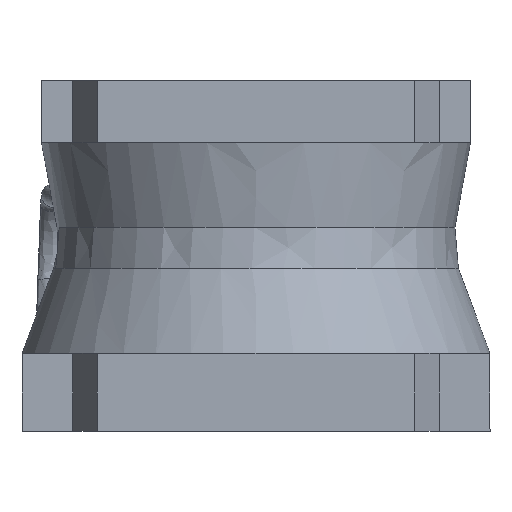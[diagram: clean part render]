
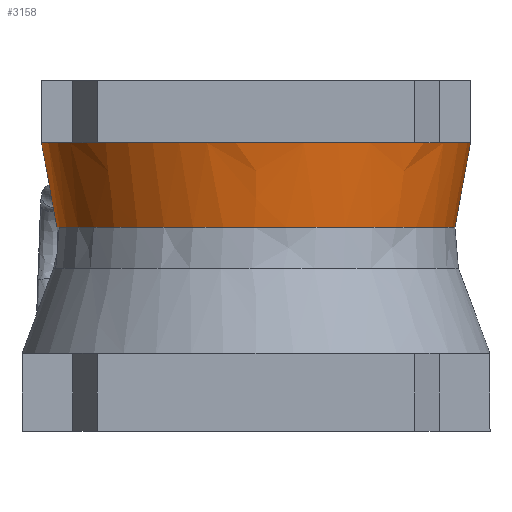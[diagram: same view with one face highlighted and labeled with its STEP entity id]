
A CAD part, front view. The second image highlights one B-rep face of the part: STEP entity #3158.
In plain terms, the highlighted free-form (B-spline) face has degree [3, 3] with [18, 4] control points.
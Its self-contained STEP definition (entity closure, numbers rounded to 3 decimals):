
#56=B_SPLINE_SURFACE_WITH_KNOTS('',3,3,((#5919,#5920,#5921,#5922),(#5923,
#5924,#5925,#5926),(#5927,#5928,#5929,#5930),(#5931,#5932,#5933,#5934),
(#5935,#5936,#5937,#5938),(#5939,#5940,#5941,#5942),(#5943,#5944,#5945,
#5946),(#5947,#5948,#5949,#5950),(#5951,#5952,#5953,#5954),(#5955,#5956,
#5957,#5958),(#5959,#5960,#5961,#5962),(#5963,#5964,#5965,#5966),(#5967,
#5968,#5969,#5970),(#5971,#5972,#5973,#5974),(#5975,#5976,#5977,#5978),
(#5979,#5980,#5981,#5982),(#5983,#5984,#5985,#5986),(#5987,#5988,#5989,
#5990)),.RULED_SURF.,.T.,.F.,.F.,(2,2,2,2,2,2,2,2,2,2,2),(4,4),(-0.125,
0.,0.125,0.25,0.375,0.5,0.625,0.75,0.875,1.,1.125),(0.201,1.),
 .UNSPECIFIED.);
#1068=ORIENTED_EDGE('',*,*,#1428,.T.);
#1069=ORIENTED_EDGE('',*,*,#1172,.F.);
#1070=ORIENTED_EDGE('',*,*,#1279,.F.);
#1071=ORIENTED_EDGE('',*,*,#1436,.T.);
#1172=EDGE_CURVE('',#1484,#1485,#1694,.F.);
#1279=EDGE_CURVE('',#1485,#1484,#1708,.F.);
#1428=EDGE_CURVE('',#1658,#1658,#1742,.T.);
#1436=EDGE_CURVE('',#1665,#1665,#1750,.F.);
#1484=VERTEX_POINT('',#3757);
#1485=VERTEX_POINT('',#3758);
#1658=VERTEX_POINT('',#5260);
#1665=VERTEX_POINT('',#5752);
#1694=B_SPLINE_CURVE_WITH_KNOTS('',3,(#3750,#3751,#3752,#3753,#3754,#3755,
#3756),.UNSPECIFIED.,.F.,.F.,(4,1,1,1,4),(0.,0.25,0.5,0.75,1.),
 .UNSPECIFIED.);
#1708=B_SPLINE_CURVE_WITH_KNOTS('',3,(#4258,#4259,#4260,#4261,#4262,#4263,
#4264),.UNSPECIFIED.,.F.,.F.,(4,1,1,1,4),(0.,0.25,0.5,0.75,1.),
 .UNSPECIFIED.);
#1742=B_SPLINE_CURVE_WITH_KNOTS('',3,(#5249,#5250,#5251,#5252,#5253,#5254,
#5255,#5256,#5257,#5258,#5259),.UNSPECIFIED.,.T.,.F.,(1,1,1,1,1,1,1,1,1,
1,1,1,1,1,1),(0.,0.,0.,
0.,0.,0.,0.,
0.001,0.001,0.001,0.001,
0.001,0.001,0.002,0.002),
 .UNSPECIFIED.);
#1750=B_SPLINE_CURVE_WITH_KNOTS('',3,(#5741,#5742,#5743,#5744,#5745,#5746,
#5747,#5748,#5749,#5750,#5751),.UNSPECIFIED.,.T.,.F.,(1,1,1,1,1,1,1,1,1,
1,1,1,1,1,1),(-0.375,-0.25,-0.125,0.,0.125,0.25,0.375,0.5,0.625,0.75,0.875,
1.,1.125,1.25,1.375),.UNSPECIFIED.);
#1885=EDGE_LOOP('',(#1068));
#1886=EDGE_LOOP('',(#1069,#1070));
#1887=EDGE_LOOP('',(#1071));
#2037=FACE_BOUND('',#1885,.T.);
#2038=FACE_BOUND('',#1886,.T.);
#2039=FACE_BOUND('',#1887,.T.);
#3158=ADVANCED_FACE('',(#2037,#2038,#2039),#56,.T.);
#3750=CARTESIAN_POINT('',(0.,-2.75,1.35));
#3751=CARTESIAN_POINT('',(-0.72,-2.75,1.35));
#3752=CARTESIAN_POINT('',(-2.154,-2.155,1.35));
#3753=CARTESIAN_POINT('',(-3.048,0.,1.35));
#3754=CARTESIAN_POINT('',(-2.154,2.155,1.35));
#3755=CARTESIAN_POINT('',(-0.72,2.75,1.35));
#3756=CARTESIAN_POINT('',(0.,2.75,1.35));
#3757=CARTESIAN_POINT('',(0.,2.75,1.35));
#3758=CARTESIAN_POINT('',(0.,-2.75,1.35));
#4258=CARTESIAN_POINT('',(0.,2.75,1.35));
#4259=CARTESIAN_POINT('',(0.72,2.75,1.35));
#4260=CARTESIAN_POINT('',(2.154,2.155,1.35));
#4261=CARTESIAN_POINT('',(3.048,0.,1.35));
#4262=CARTESIAN_POINT('',(2.154,-2.155,1.35));
#4263=CARTESIAN_POINT('',(0.72,-2.75,1.35));
#4264=CARTESIAN_POINT('',(0.,-2.75,1.35));
#5249=CARTESIAN_POINT('',(0.836,2.464,0.556));
#5250=CARTESIAN_POINT('',(1.001,2.423,0.669));
#5251=CARTESIAN_POINT('',(0.896,2.494,0.818));
#5252=CARTESIAN_POINT('',(0.738,2.548,0.831));
#5253=CARTESIAN_POINT('',(0.587,2.584,0.809));
#5254=CARTESIAN_POINT('',(0.433,2.591,0.69));
#5255=CARTESIAN_POINT('',(0.524,2.544,0.525));
#5256=CARTESIAN_POINT('',(0.695,2.501,0.519));
#5257=CARTESIAN_POINT('',(0.836,2.464,0.556));
#5258=CARTESIAN_POINT('',(1.001,2.423,0.669));
#5259=CARTESIAN_POINT('',(0.896,2.494,0.818));
#5260=CARTESIAN_POINT('',(0.956,2.442,0.675));
#5741=CARTESIAN_POINT('',(2.,1.997,0.271));
#5742=CARTESIAN_POINT('',(2.825,0.,0.271));
#5743=CARTESIAN_POINT('',(2.001,-1.997,0.271));
#5744=CARTESIAN_POINT('',(-0.001,-2.826,0.271));
#5745=CARTESIAN_POINT('',(-1.996,-2.,0.271));
#5746=CARTESIAN_POINT('',(-2.827,0.,0.271));
#5747=CARTESIAN_POINT('',(-1.996,2.,0.271));
#5748=CARTESIAN_POINT('',(-0.001,2.826,0.271));
#5749=CARTESIAN_POINT('',(2.,1.997,0.271));
#5750=CARTESIAN_POINT('',(2.825,0.,0.271));
#5751=CARTESIAN_POINT('',(2.001,-1.997,0.271));
#5752=CARTESIAN_POINT('',(2.55,0.,0.271));
#5919=CARTESIAN_POINT('',(2.55,-0.668,0.271));
#5920=CARTESIAN_POINT('',(2.617,-0.685,0.631));
#5921=CARTESIAN_POINT('',(2.683,-0.703,0.99));
#5922=CARTESIAN_POINT('',(2.75,-0.72,1.35));
#5923=CARTESIAN_POINT('',(2.55,0.668,0.271));
#5924=CARTESIAN_POINT('',(2.617,0.685,0.631));
#5925=CARTESIAN_POINT('',(2.683,0.703,0.99));
#5926=CARTESIAN_POINT('',(2.75,0.72,1.35));
#5927=CARTESIAN_POINT('',(2.275,1.331,0.271));
#5928=CARTESIAN_POINT('',(2.335,1.366,0.631));
#5929=CARTESIAN_POINT('',(2.394,1.401,0.99));
#5930=CARTESIAN_POINT('',(2.454,1.435,1.35));
#5931=CARTESIAN_POINT('',(1.331,2.275,0.271));
#5932=CARTESIAN_POINT('',(1.366,2.335,0.631));
#5933=CARTESIAN_POINT('',(1.401,2.394,0.99));
#5934=CARTESIAN_POINT('',(1.435,2.454,1.35));
#5935=CARTESIAN_POINT('',(0.668,2.55,0.271));
#5936=CARTESIAN_POINT('',(0.685,2.617,0.631));
#5937=CARTESIAN_POINT('',(0.703,2.683,0.99));
#5938=CARTESIAN_POINT('',(0.72,2.75,1.35));
#5939=CARTESIAN_POINT('',(-0.668,2.55,0.271));
#5940=CARTESIAN_POINT('',(-0.685,2.617,0.631));
#5941=CARTESIAN_POINT('',(-0.703,2.683,0.99));
#5942=CARTESIAN_POINT('',(-0.72,2.75,1.35));
#5943=CARTESIAN_POINT('',(-1.331,2.275,0.271));
#5944=CARTESIAN_POINT('',(-1.366,2.335,0.631));
#5945=CARTESIAN_POINT('',(-1.401,2.394,0.99));
#5946=CARTESIAN_POINT('',(-1.435,2.454,1.35));
#5947=CARTESIAN_POINT('',(-2.275,1.331,0.271));
#5948=CARTESIAN_POINT('',(-2.335,1.366,0.631));
#5949=CARTESIAN_POINT('',(-2.394,1.401,0.99));
#5950=CARTESIAN_POINT('',(-2.454,1.435,1.35));
#5951=CARTESIAN_POINT('',(-2.55,0.668,0.271));
#5952=CARTESIAN_POINT('',(-2.617,0.685,0.631));
#5953=CARTESIAN_POINT('',(-2.683,0.703,0.99));
#5954=CARTESIAN_POINT('',(-2.75,0.72,1.35));
#5955=CARTESIAN_POINT('',(-2.55,-0.668,0.271));
#5956=CARTESIAN_POINT('',(-2.617,-0.685,0.631));
#5957=CARTESIAN_POINT('',(-2.683,-0.703,0.99));
#5958=CARTESIAN_POINT('',(-2.75,-0.72,1.35));
#5959=CARTESIAN_POINT('',(-2.275,-1.331,0.271));
#5960=CARTESIAN_POINT('',(-2.335,-1.366,0.631));
#5961=CARTESIAN_POINT('',(-2.394,-1.401,0.99));
#5962=CARTESIAN_POINT('',(-2.454,-1.435,1.35));
#5963=CARTESIAN_POINT('',(-1.331,-2.275,0.271));
#5964=CARTESIAN_POINT('',(-1.366,-2.335,0.631));
#5965=CARTESIAN_POINT('',(-1.401,-2.394,0.99));
#5966=CARTESIAN_POINT('',(-1.435,-2.454,1.35));
#5967=CARTESIAN_POINT('',(-0.668,-2.55,0.271));
#5968=CARTESIAN_POINT('',(-0.685,-2.617,0.631));
#5969=CARTESIAN_POINT('',(-0.703,-2.683,0.99));
#5970=CARTESIAN_POINT('',(-0.72,-2.75,1.35));
#5971=CARTESIAN_POINT('',(0.668,-2.55,0.271));
#5972=CARTESIAN_POINT('',(0.685,-2.617,0.631));
#5973=CARTESIAN_POINT('',(0.703,-2.683,0.99));
#5974=CARTESIAN_POINT('',(0.72,-2.75,1.35));
#5975=CARTESIAN_POINT('',(1.331,-2.275,0.271));
#5976=CARTESIAN_POINT('',(1.366,-2.335,0.631));
#5977=CARTESIAN_POINT('',(1.401,-2.394,0.99));
#5978=CARTESIAN_POINT('',(1.435,-2.454,1.35));
#5979=CARTESIAN_POINT('',(2.275,-1.331,0.271));
#5980=CARTESIAN_POINT('',(2.335,-1.366,0.631));
#5981=CARTESIAN_POINT('',(2.394,-1.401,0.99));
#5982=CARTESIAN_POINT('',(2.454,-1.435,1.35));
#5983=CARTESIAN_POINT('',(2.55,-0.668,0.271));
#5984=CARTESIAN_POINT('',(2.617,-0.685,0.631));
#5985=CARTESIAN_POINT('',(2.683,-0.703,0.99));
#5986=CARTESIAN_POINT('',(2.75,-0.72,1.35));
#5987=CARTESIAN_POINT('',(2.55,0.668,0.271));
#5988=CARTESIAN_POINT('',(2.617,0.685,0.631));
#5989=CARTESIAN_POINT('',(2.683,0.703,0.99));
#5990=CARTESIAN_POINT('',(2.75,0.72,1.35));
